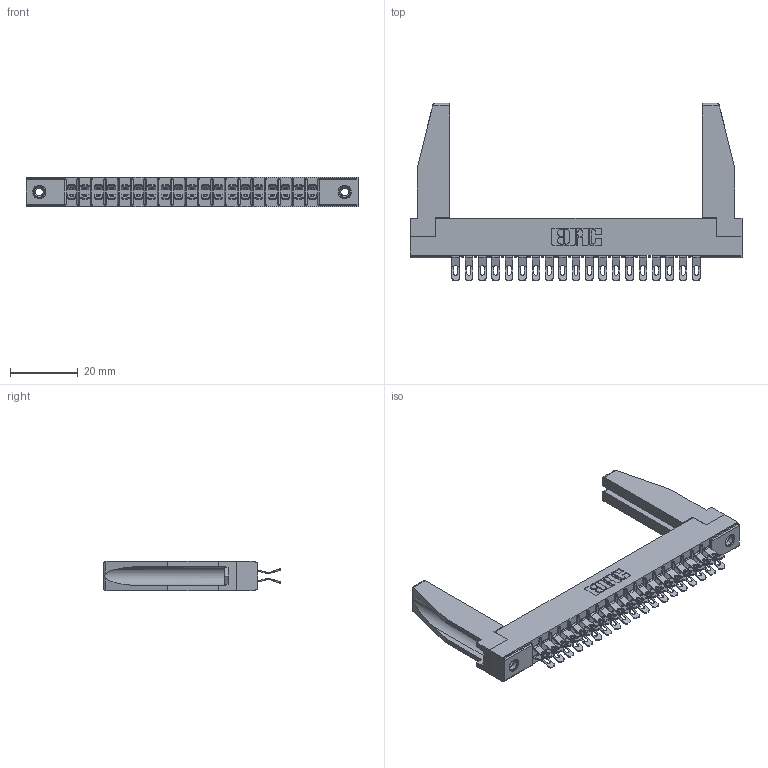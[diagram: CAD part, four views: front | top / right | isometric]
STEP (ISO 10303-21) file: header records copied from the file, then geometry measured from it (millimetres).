
FILE_DESCRIPTION (( 'STEP AP203' ), '1' );
FILE_NAME ('305-038-555-578.STEP', '2019-09-09T18:40:26', ( '' ), ( '' ), 'SwSTEP 2.0', 'SolidWorks 2016', '' );
FILE_SCHEMA (( 'CONFIG_CONTROL_DESIGN' ));
Length unit declared in the file: inch
Products named in the file (5): 305 Part_.156 Dia; 305-038-555-578; 305-290-001_555; 345-250-001_345-250-001-102; 307-220-078
Assembly tree (43 placements, depth 2):
  305-038-555-578
    305 Part_.156 Dia
    305-290-001_555  x38
    345-250-001_345-250-001-102  x2
    307-220-078  x2
Bounding box: 98.3 x 52.45 x 8.71 mm (x, y, z)
Volume: 10007.9 mm3; surface area: 16247.4 mm2
Topology: 43 solids, 43 shells, 2754 faces, 8151 edges, 5322 vertices
Faces by surface type: plane 1368, cylinder 1294, sphere 76, cone 12, torus 4
Entity records: 26435 total; most frequent: CARTESIAN_POINT 4399, ORIENTED_EDGE 4312, DIRECTION 4226, EDGE_CURVE 2156, VECTOR 1696, LINE 1696, VERTEX_POINT 1380, AXIS2_PLACEMENT_3D 1265
